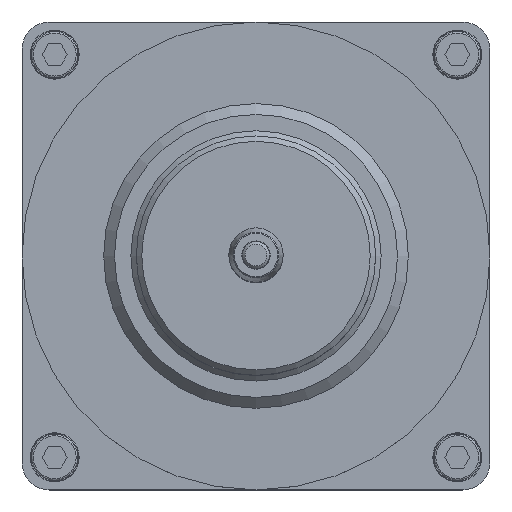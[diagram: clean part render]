
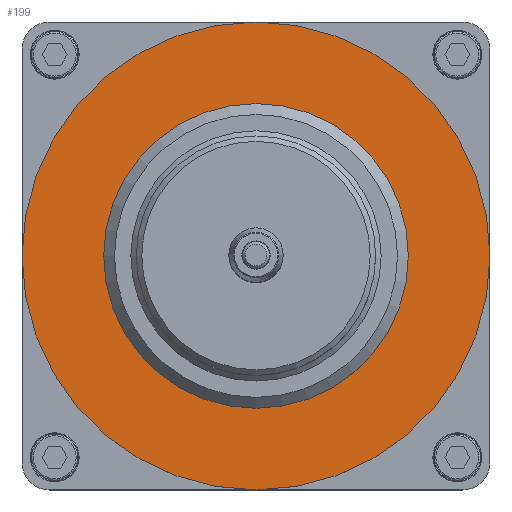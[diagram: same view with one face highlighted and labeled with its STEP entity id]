
A CAD part, top view. The second image highlights one B-rep face of the part: STEP entity #199.
In plain terms, the highlighted planar face has unit normal (0, 0, 1).
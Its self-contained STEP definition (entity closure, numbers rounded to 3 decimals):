
#199=ADVANCED_FACE('',(#422,#423),#337,.T.);
#337=PLANE('',#2036);
#422=FACE_BOUND('',#591,.T.);
#423=FACE_BOUND('',#592,.T.);
#591=EDGE_LOOP('',(#949));
#592=EDGE_LOOP('',(#950));
#816=CIRCLE('',#2033,43.);
#817=CIRCLE('',#2035,28.);
#949=ORIENTED_EDGE('',*,*,#1586,.T.);
#950=ORIENTED_EDGE('',*,*,#1587,.F.);
#1392=VERTEX_POINT('',#2905);
#1393=VERTEX_POINT('',#2908);
#1586=EDGE_CURVE('',#1392,#1392,#816,.T.);
#1587=EDGE_CURVE('',#1393,#1393,#817,.T.);
#2033=AXIS2_PLACEMENT_3D('',#2904,#2323,#2324);
#2035=AXIS2_PLACEMENT_3D('',#2907,#2327,#2328);
#2036=AXIS2_PLACEMENT_3D('',#2909,#2329,#2330);
#2323=DIRECTION('',(0.,0.,1.));
#2324=DIRECTION('',(1.,0.,0.));
#2327=DIRECTION('',(0.,0.,1.));
#2328=DIRECTION('',(1.,0.,0.));
#2329=DIRECTION('',(0.,0.,1.));
#2330=DIRECTION('',(1.,0.,0.));
#2904=CARTESIAN_POINT('',(0.,0.,8.));
#2905=CARTESIAN_POINT('',(43.,0.,8.));
#2907=CARTESIAN_POINT('',(0.,0.,8.));
#2908=CARTESIAN_POINT('',(28.,0.,8.));
#2909=CARTESIAN_POINT('',(28.,0.,8.));
